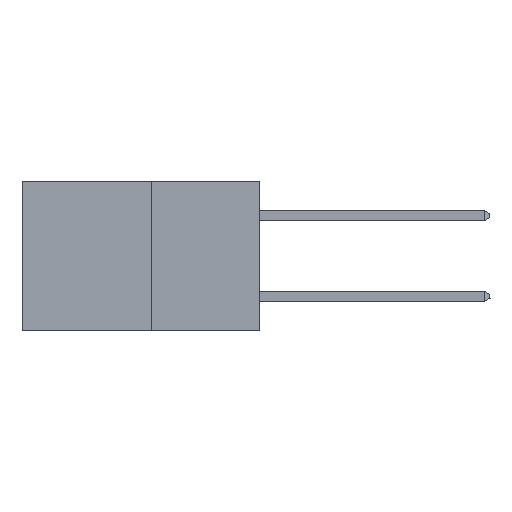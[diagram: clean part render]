
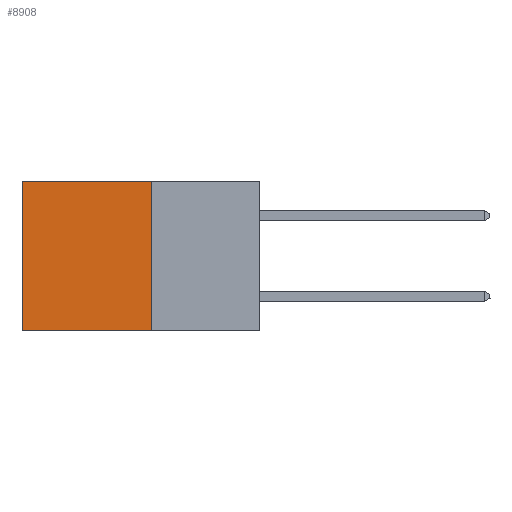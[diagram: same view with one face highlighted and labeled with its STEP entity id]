
A CAD part, left-side view. The second image highlights one B-rep face of the part: STEP entity #8908.
In plain terms, the highlighted planar face has unit normal (-1, 0, 0).
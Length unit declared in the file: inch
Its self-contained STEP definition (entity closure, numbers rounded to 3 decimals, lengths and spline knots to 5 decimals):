
#345 = ORIENTED_EDGE ( 'NONE', *, *, #10377, .T. ) ;
#562 = CARTESIAN_POINT ( 'NONE',  ( 0.277, 0.27, 0. ) ) ;
#1980 = CARTESIAN_POINT ( 'NONE',  ( 0.277, 0.59, -0.37 ) ) ;
#2023 = VERTEX_POINT ( 'NONE', #2972 ) ;
#2972 = CARTESIAN_POINT ( 'NONE',  ( 0.277, 0.59, 0. ) ) ;
#3691 = DIRECTION ( 'NONE',  ( 0., 0., -1. ) ) ;
#3825 = VERTEX_POINT ( 'NONE', #562 ) ;
#4330 = LINE ( 'NONE', #1980, #12402 ) ;
#5192 = DIRECTION ( 'NONE',  ( 0., 1., 0. ) ) ;
#5368 = VERTEX_POINT ( 'NONE', #9525 ) ;
#5994 = ORIENTED_EDGE ( 'NONE', *, *, #12552, .T. ) ;
#6035 = CARTESIAN_POINT ( 'NONE',  ( 0.277, 0.27, 0. ) ) ;
#6058 = ORIENTED_EDGE ( 'NONE', *, *, #15991, .F. ) ;
#6136 = VERTEX_POINT ( 'NONE', #11942 ) ;
#6283 = EDGE_CURVE ( 'NONE', #3825, #5368, #10497, .T. ) ;
#6762 = LINE ( 'NONE', #6035, #19005 ) ;
#6919 = PLANE ( 'NONE',  #19120 ) ;
#8827 = DIRECTION ( 'NONE',  ( 0., 0., -1. ) ) ;
#8908 = ADVANCED_FACE ( 'NONE', ( #13458 ), #6919, .F. ) ;
#9352 = EDGE_LOOP ( 'NONE', ( #5994, #6058, #14224, #345 ) ) ;
#9525 = CARTESIAN_POINT ( 'NONE',  ( 0.277, 0.27, -0.37 ) ) ;
#10377 = EDGE_CURVE ( 'NONE', #3825, #2023, #6762, .T. ) ;
#10497 = LINE ( 'NONE', #19190, #18544 ) ;
#11100 = VECTOR ( 'NONE', #5192, 39.37008 ) ;
#11518 = CARTESIAN_POINT ( 'NONE',  ( 0.277, 0.27, -0.37 ) ) ;
#11703 = DIRECTION ( 'NONE',  ( 0., 0., -1. ) ) ;
#11942 = CARTESIAN_POINT ( 'NONE',  ( 0.277, 0.59, -0.37 ) ) ;
#12402 = VECTOR ( 'NONE', #11703, 39.37008 ) ;
#12552 = EDGE_CURVE ( 'NONE', #2023, #6136, #4330, .T. ) ;
#13362 = DIRECTION ( 'NONE',  ( 1., 0., 0. ) ) ;
#13458 = FACE_OUTER_BOUND ( 'NONE', #9352, .T. ) ;
#14224 = ORIENTED_EDGE ( 'NONE', *, *, #6283, .F. ) ;
#15445 = LINE ( 'NONE', #11518, #11100 ) ;
#15682 = DIRECTION ( 'NONE',  ( 0., 1., 0. ) ) ;
#15991 = EDGE_CURVE ( 'NONE', #5368, #6136, #15445, .T. ) ;
#16557 = CARTESIAN_POINT ( 'NONE',  ( 0.277, 0.27, -0.37 ) ) ;
#18544 = VECTOR ( 'NONE', #8827, 39.37008 ) ;
#19005 = VECTOR ( 'NONE', #15682, 39.37008 ) ;
#19120 = AXIS2_PLACEMENT_3D ( 'NONE', #16557, #13362, #3691 ) ;
#19190 = CARTESIAN_POINT ( 'NONE',  ( 0.277, 0.27, -0.37 ) ) ;
